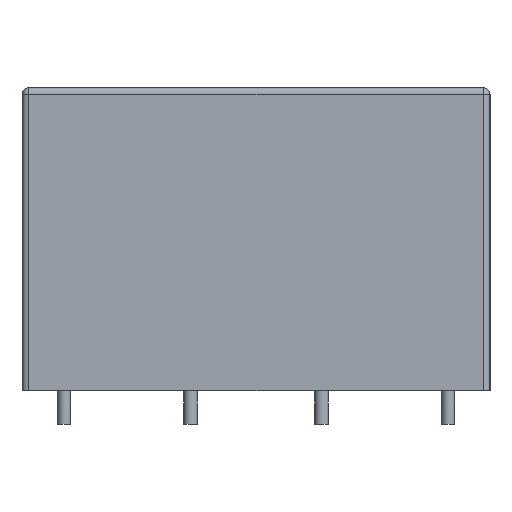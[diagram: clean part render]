
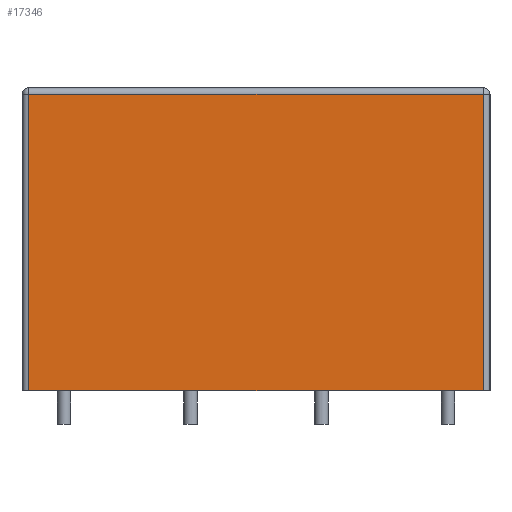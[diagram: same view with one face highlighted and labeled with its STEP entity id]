
A CAD part, left-side view. The second image highlights one B-rep face of the part: STEP entity #17346.
In plain terms, the highlighted planar face has unit normal (-1, 0, 0).
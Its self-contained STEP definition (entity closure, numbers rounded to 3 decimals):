
#2057=FACE_OUTER_BOUND('',#3096,.T.);
#3096=EDGE_LOOP('',(#15704,#15705,#15706,#15707));
#4889=LINE('',#31100,#6686);
#4892=LINE('',#31113,#6689);
#4894=LINE('',#31117,#6691);
#4898=LINE('',#31126,#6695);
#6686=VECTOR('',#21194,10.);
#6689=VECTOR('',#21209,10.);
#6691=VECTOR('',#21215,10.);
#6695=VECTOR('',#21229,10.);
#8328=VERTEX_POINT('',#31093);
#8330=VERTEX_POINT('',#31098);
#8331=VERTEX_POINT('',#31103);
#8333=VERTEX_POINT('',#31109);
#10783=EDGE_CURVE('',#8330,#8328,#4889,.T.);
#10790=EDGE_CURVE('',#8331,#8333,#4892,.T.);
#10792=EDGE_CURVE('',#8328,#8331,#4894,.T.);
#10796=EDGE_CURVE('',#8333,#8330,#4898,.T.);
#15704=ORIENTED_EDGE('',*,*,#10783,.F.);
#15705=ORIENTED_EDGE('',*,*,#10796,.F.);
#15706=ORIENTED_EDGE('',*,*,#10790,.F.);
#15707=ORIENTED_EDGE('',*,*,#10792,.F.);
#16319=PLANE('',#18055);
#17346=ADVANCED_FACE('',(#2057),#16319,.T.);
#18055=AXIS2_PLACEMENT_3D('',#31125,#21227,#21228);
#21194=DIRECTION('',(0.,0.,1.));
#21209=DIRECTION('',(0.,0.,-1.));
#21215=DIRECTION('',(0.,-1.,0.));
#21227=DIRECTION('center_axis',(-1.,0.,0.));
#21228=DIRECTION('ref_axis',(0.,-1.,0.));
#21229=DIRECTION('',(0.,1.,0.));
#31093=CARTESIAN_POINT('',(-23.45,13.5,17.6));
#31098=CARTESIAN_POINT('',(-23.45,13.5,0.));
#31100=CARTESIAN_POINT('',(-23.45,13.5,0.));
#31103=CARTESIAN_POINT('',(-23.45,-13.5,17.6));
#31109=CARTESIAN_POINT('',(-23.45,-13.5,0.));
#31113=CARTESIAN_POINT('',(-23.45,-13.5,0.));
#31117=CARTESIAN_POINT('',(-23.45,6.95,17.6));
#31125=CARTESIAN_POINT('Origin',(-23.45,13.9,0.));
#31126=CARTESIAN_POINT('',(-23.45,-13.9,0.));
